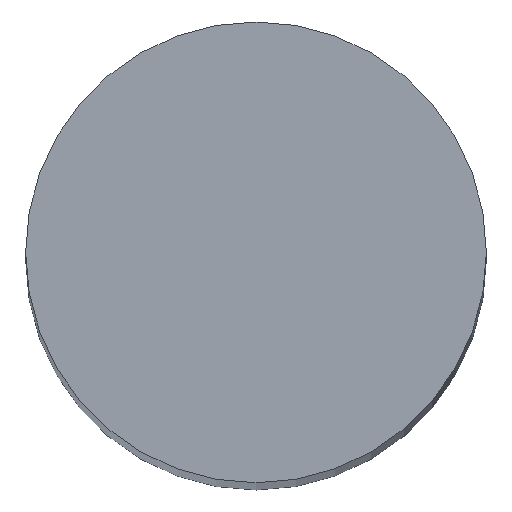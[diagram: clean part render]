
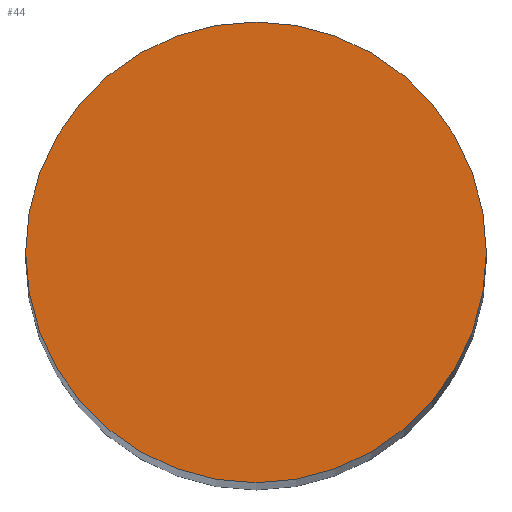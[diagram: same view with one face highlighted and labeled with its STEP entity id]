
A CAD part, top view. The second image highlights one B-rep face of the part: STEP entity #44.
In plain terms, the highlighted planar face has unit normal (0, 0, 1).
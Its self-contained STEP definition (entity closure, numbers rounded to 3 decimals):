
#35=EDGE_CURVE('240[2]',#70,#70,#71,.T.);
#44=ADVANCED_FACE('240[2]',(#81),#82,.T.);
#70=VERTEX_POINT('',#101);
#71=CIRCLE('',#102,4.0);
#81=FACE_OUTER_BOUND('',#114,.T.);
#82=PLANE('',#115);
#101=CARTESIAN_POINT('',(0.,4.,72.0));
#102=AXIS2_PLACEMENT_3D('',#126,#127,#128);
#114=EDGE_LOOP('',(#136));
#115=AXIS2_PLACEMENT_3D('',#137,#138,#139);
#126=CARTESIAN_POINT('',(0.,0.,72.0));
#127=DIRECTION('',(0.,0.,-1.0));
#128=DIRECTION('',(0.,1.0,0.));
#136=ORIENTED_EDGE('',*,*,#35,.F.);
#137=CARTESIAN_POINT('',(0.,2.,72.0));
#138=DIRECTION('',(0.,0.,1.0));
#139=DIRECTION('',(1.0,0.,0.0));
